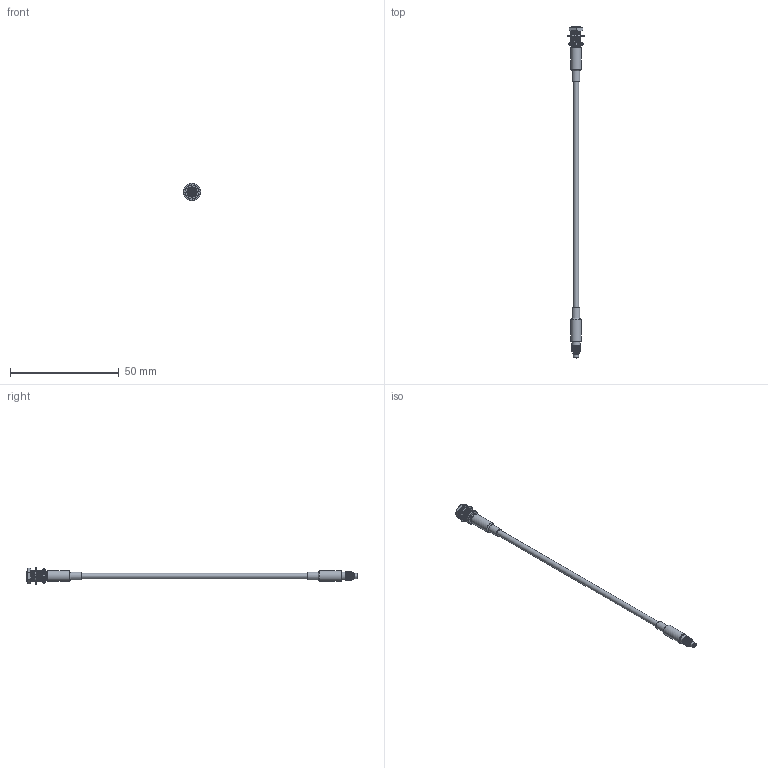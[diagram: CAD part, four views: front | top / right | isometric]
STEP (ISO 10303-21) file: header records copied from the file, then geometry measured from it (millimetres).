
FILE_DESCRIPTION(/* description */ ('Unknown'),/* implementation_level */ '2;1');
FILE_NAME(/* name */ '65560560215305',/* time_stamp */ '2019-05-07T10:55:33+02:00',/* author */ ('Unknown'),/* organization */ ('Unknown'),/* preprocessor_version */ 'ST-DEVELOPER v16.7',/* originating_system */ 'DEX',/* authorisation */ $);
FILE_SCHEMA (('AUTOMOTIVE_DESIGN {1 0 10303 214 3 1 1}'));
Products named in the file (1): 65560560215305
Bounding box: 7.9 x 152.4 x 7.9 mm (x, y, z)
Volume: 1288.1 mm3; surface area: 1858 mm2
Topology: 2 solids, 2 shells, 1415 faces, 2966 edges, 1566 vertices
Faces by surface type: bspline 996, cylinder 299, plane 96, cone 16, torus 8
Full cylindrical faces by diameter (mm): 0.4 x1, 0.45 x1, 0.7 x1, 1.28 x1, 1.55 x1, 2 x1, 2.38 x1, 2.43 x1, 2.6 x1, 2.7 x1, 2.91 x1, 3.03 x1, 3.6 x2, 4 x1, 4.2 x1, 4.8 x2, 6.5 x1, 7.9 x1
Entity records: 73432 total; most frequent: CARTESIAN_POINT 45302, ORIENTED_EDGE 5812, EDGE_CURVE 2906, VERTEX_POINT 1548, EDGE_LOOP 1472, FACE_BOUND 1472, ADVANCED_FACE 1413, STYLED_ITEM 1377
